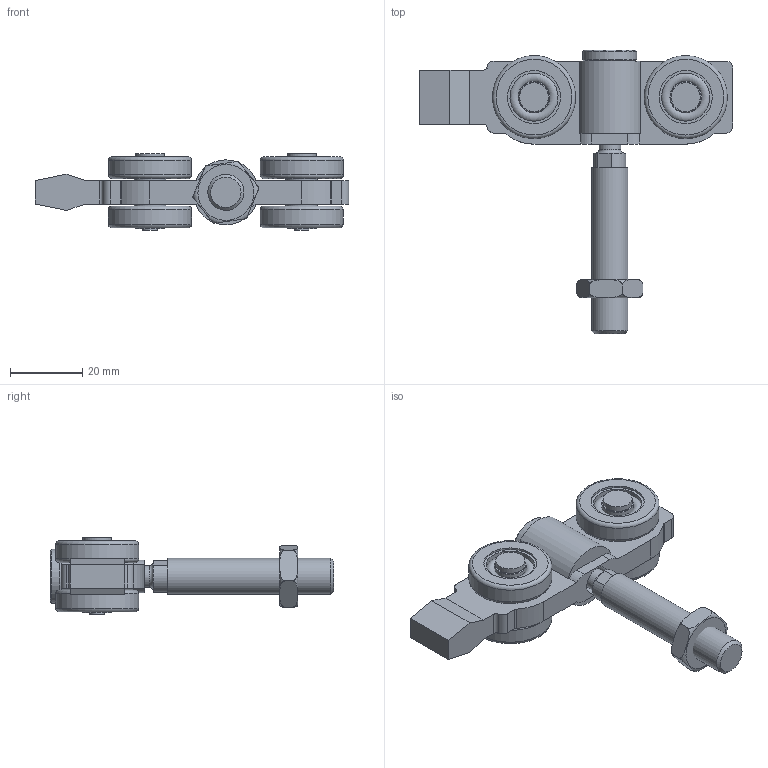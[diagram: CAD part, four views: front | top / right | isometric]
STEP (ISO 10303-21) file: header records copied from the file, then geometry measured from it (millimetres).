
FILE_DESCRIPTION(/* description */ (''),/* implementation_level */ '2;1');
FILE_NAME(/* name */ '9318N.stp',/* time_stamp */ '2019-08-08T09:15:51+02:00',/* author */ ('DOMINIQUE'),/* organization */ (''),/* preprocessor_version */ 'ST-DEVELOPER v17.2',/* originating_system */ 'Autodesk Inventor 2019',/* authorisation */ '');
FILE_SCHEMA (('AUTOMOTIVE_DESIGN { 1 0 10303 214 3 1 1 }'));
Length unit declared in the file: millimetre
Products named in the file (1): 9318N
Bounding box: 86.75 x 78.5 x 21.3 mm (x, y, z)
Volume: 29439.9 mm3; surface area: 17240.7 mm2
Topology: 12 solids, 12 shells, 192 faces, 516 edges, 372 vertices
Faces by surface type: plane 79, cylinder 71, torus 21, cone 21
Full cylindrical faces by diameter (mm): 4 x2, 4.2 x3, 5 x8, 6 x1, 8 x4, 8.2 x1, 8.376 x1, 8.765 x8, 10 x2, 11 x1, 12 x1, 13.314 x8, 14.693 x8, 15 x1, 23 x4
Entity records: 6885 total; most frequent: CARTESIAN_POINT 1345, DIRECTION 1225, ORIENTED_EDGE 1032, AXIS2_PLACEMENT_3D 530, EDGE_CURVE 516, VERTEX_POINT 372, CIRCLE 337, EDGE_LOOP 238
